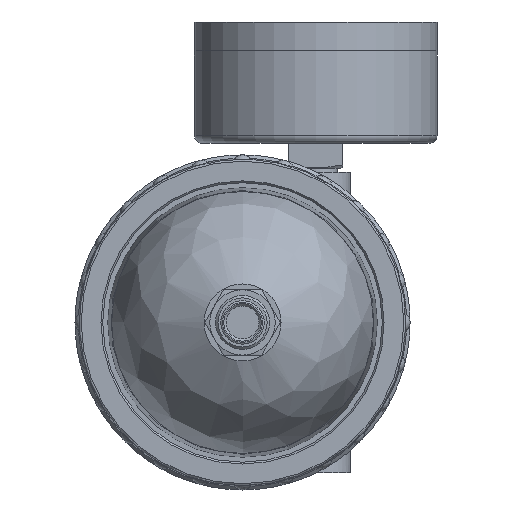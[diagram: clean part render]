
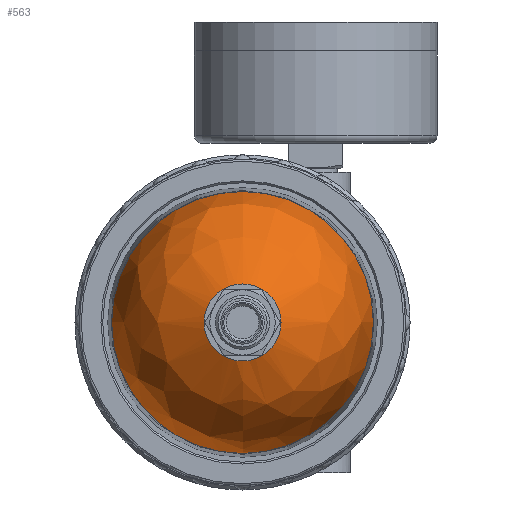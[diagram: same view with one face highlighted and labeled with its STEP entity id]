
A CAD part, front view. The second image highlights one B-rep face of the part: STEP entity #563.
In plain terms, the highlighted free-form (B-spline) face has degree [3, 3] with [4, 7] control points.
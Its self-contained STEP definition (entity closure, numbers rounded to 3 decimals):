
#563 = ADVANCED_FACE( '', ( #1390, #1391 ), #1392, .T. );
#1390 = FACE_OUTER_BOUND( '', #2218, .T. );
#1391 = FACE_OUTER_BOUND( '', #2219, .T. );
#1392 = ( BOUNDED_SURFACE(  )B_SPLINE_SURFACE( 3, 3, ( ( #2222, #2223, #2224, #2225, #2226, #2227, #2228 ), ( #2229, #2230, #2231, #2232, #2233, #2234, #2235 ), ( #2236, #2237, #2238, #2239, #2240, #2241, #2242 ), ( #2243, #2244, #2245, #2246, #2247, #2248, #2249 ) ), .UNSPECIFIED., .F., .T., .F. )B_SPLINE_SURFACE_WITH_KNOTS( ( 4, 4 ), ( 4, 3, 4 ), ( 0., 6.283 ), ( 0.022, 0.647, 1.272 ), .UNSPECIFIED. )GEOMETRIC_REPRESENTATION_ITEM(  )RATIONAL_B_SPLINE_SURFACE( ( ( 1., 0.333, 0.333, 1., 0.333, 0.333, 1. ), ( 0.874, 0.291, 0.291, 0.874, 0.291, 0.291, 0.874 ), ( 0.874, 0.291, 0.291, 0.874, 0.291, 0.291, 0.874 ), ( 1., 0.333, 0.333, 1., 0.333, 0.333, 1. ) ) )REPRESENTATION_ITEM( '' )SURFACE(  ) );
#2218 = EDGE_LOOP( '', ( #4818 ) );
#2219 = EDGE_LOOP( '', ( #4819 ) );
#2222 = CARTESIAN_POINT( '', ( 0., -120.996, -10. ) );
#2223 = CARTESIAN_POINT( '', ( 20., -120.996, -10. ) );
#2224 = CARTESIAN_POINT( '', ( 20., -120.996, 10. ) );
#2225 = CARTESIAN_POINT( '', ( 0., -120.996, 10. ) );
#2226 = CARTESIAN_POINT( '', ( -20., -120.996, 10. ) );
#2227 = CARTESIAN_POINT( '', ( -20., -120.996, -10. ) );
#2228 = CARTESIAN_POINT( '', ( 0., -120.996, -10. ) );
#2229 = CARTESIAN_POINT( '', ( 0., -116.532, -24.504 ) );
#2230 = CARTESIAN_POINT( '', ( 49.007, -116.532, -24.504 ) );
#2231 = CARTESIAN_POINT( '', ( 49.007, -116.532, 24.504 ) );
#2232 = CARTESIAN_POINT( '', ( 0., -116.532, 24.504 ) );
#2233 = CARTESIAN_POINT( '', ( -49.007, -116.532, 24.504 ) );
#2234 = CARTESIAN_POINT( '', ( -49.007, -116.532, -24.504 ) );
#2235 = CARTESIAN_POINT( '', ( 0., -116.532, -24.504 ) );
#2236 = CARTESIAN_POINT( '', ( 0., -104.425, -33.653 ) );
#2237 = CARTESIAN_POINT( '', ( 67.307, -104.425, -33.653 ) );
#2238 = CARTESIAN_POINT( '', ( 67.307, -104.425, 33.653 ) );
#2239 = CARTESIAN_POINT( '', ( 0., -104.425, 33.653 ) );
#2240 = CARTESIAN_POINT( '', ( -67.307, -104.425, 33.653 ) );
#2241 = CARTESIAN_POINT( '', ( -67.307, -104.425, -33.653 ) );
#2242 = CARTESIAN_POINT( '', ( 0., -104.425, -33.653 ) );
#2243 = CARTESIAN_POINT( '', ( 0., -89.254, -33.99 ) );
#2244 = CARTESIAN_POINT( '', ( 67.979, -89.254, -33.99 ) );
#2245 = CARTESIAN_POINT( '', ( 67.979, -89.254, 33.99 ) );
#2246 = CARTESIAN_POINT( '', ( 0., -89.254, 33.99 ) );
#2247 = CARTESIAN_POINT( '', ( -67.979, -89.254, 33.99 ) );
#2248 = CARTESIAN_POINT( '', ( -67.979, -89.254, -33.99 ) );
#2249 = CARTESIAN_POINT( '', ( 0., -89.254, -33.99 ) );
#4818 = ORIENTED_EDGE( '', *, *, #5554, .T. );
#4819 = ORIENTED_EDGE( '', *, *, #5561, .F. );
#5554 = EDGE_CURVE( '', #6794, #6794, #6795, .T. );
#5561 = EDGE_CURVE( '', #6808, #6808, #6809, .T. );
#6794 = VERTEX_POINT( '', #10142 );
#6795 = CIRCLE( '', #10143, 33.99 );
#6808 = VERTEX_POINT( '', #10156 );
#6809 = CIRCLE( '', #10157, 10. );
#10142 = CARTESIAN_POINT( '', ( 0., -89.254, -33.99 ) );
#10143 = AXIS2_PLACEMENT_3D( '', #11367, #11368, #11369 );
#10156 = CARTESIAN_POINT( '', ( 0., -120.996, -10. ) );
#10157 = AXIS2_PLACEMENT_3D( '', #11388, #11389, #11390 );
#11367 = CARTESIAN_POINT( '', ( 0., -89.254, 0. ) );
#11368 = DIRECTION( '', ( 0., -1., 0. ) );
#11369 = DIRECTION( '', ( 0., 0., -1. ) );
#11388 = CARTESIAN_POINT( '', ( 0., -120.996, 0. ) );
#11389 = DIRECTION( '', ( 0., -1., 0. ) );
#11390 = DIRECTION( '', ( 0., 0., -1. ) );
